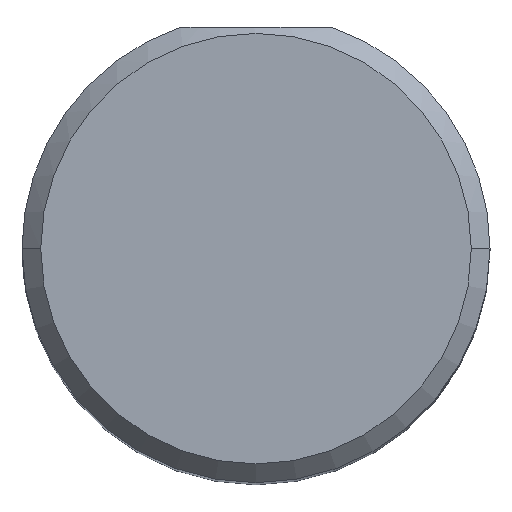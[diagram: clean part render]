
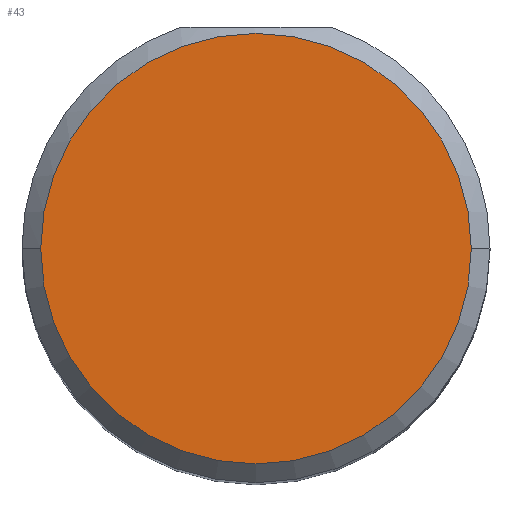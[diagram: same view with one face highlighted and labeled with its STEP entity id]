
A CAD part, top view. The second image highlights one B-rep face of the part: STEP entity #43.
In plain terms, the highlighted planar face has unit normal (0, 0, 1).
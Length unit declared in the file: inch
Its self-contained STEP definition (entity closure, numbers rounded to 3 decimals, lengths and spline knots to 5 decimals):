
#43 = ADVANCED_FACE ( 'NONE', ( #361 ), #524, .T. ) ;
#61 = EDGE_CURVE ( 'NONE', #288, #252, #316, .T. ) ;
#94 = ORIENTED_EDGE ( 'NONE', *, *, #61, .F. ) ;
#133 = AXIS2_PLACEMENT_3D ( 'NONE', #513, #224, #221 ) ;
#141 = CARTESIAN_POINT ( 'NONE',  ( 0.75, 0., 2.5 ) ) ;
#184 = AXIS2_PLACEMENT_3D ( 'NONE', #318, #400, #269 ) ;
#221 = DIRECTION ( 'NONE',  ( -1., 0., 0. ) ) ;
#224 = DIRECTION ( 'NONE',  ( 0., 0., -1. ) ) ;
#226 = CIRCLE ( 'NONE', #133, 0.1725 ) ;
#252 = VERTEX_POINT ( 'NONE', #489 ) ;
#269 = DIRECTION ( 'NONE',  ( -1., 0., 0. ) ) ;
#288 = VERTEX_POINT ( 'NONE', #492 ) ;
#316 = CIRCLE ( 'NONE', #184, 0.1725 ) ;
#318 = CARTESIAN_POINT ( 'NONE',  ( 0.75, 0., 2.5 ) ) ;
#361 = FACE_OUTER_BOUND ( 'NONE', #534, .T. ) ;
#400 = DIRECTION ( 'NONE',  ( 0., 0., -1. ) ) ;
#470 = DIRECTION ( 'NONE',  ( 0., 0., 1. ) ) ;
#476 = DIRECTION ( 'NONE',  ( -1., 0., 0. ) ) ;
#489 = CARTESIAN_POINT ( 'NONE',  ( 0.5775, 0., 2.5 ) ) ;
#492 = CARTESIAN_POINT ( 'NONE',  ( 0.9225, 0., 2.5 ) ) ;
#512 = EDGE_CURVE ( 'NONE', #252, #288, #226, .T. ) ;
#513 = CARTESIAN_POINT ( 'NONE',  ( 0.75, 0., 2.5 ) ) ;
#524 = PLANE ( 'NONE',  #543 ) ;
#534 = EDGE_LOOP ( 'NONE', ( #94, #537 ) ) ;
#537 = ORIENTED_EDGE ( 'NONE', *, *, #512, .F. ) ;
#543 = AXIS2_PLACEMENT_3D ( 'NONE', #141, #470, #476 ) ;
